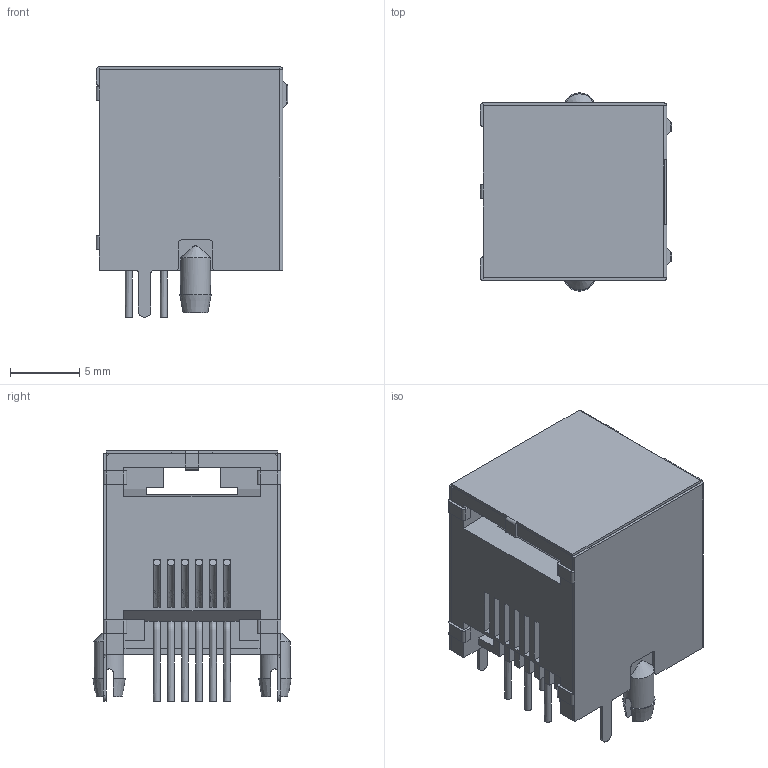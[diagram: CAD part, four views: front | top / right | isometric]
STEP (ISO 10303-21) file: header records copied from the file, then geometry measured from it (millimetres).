
FILE_DESCRIPTION(/* description */ ('Unknown'),/* implementation_level */ '2;1');
FILE_NAME(/* name */ 'J_Wurth_WR-MJ_615006143221',/* time_stamp */ '2025-06-24T10:32:31+08:00',/* author */ ('Unknown'),/* organization */ ('Unknown'),/* preprocessor_version */ 'ST-DEVELOPER v19.4',/* originating_system */ 'Solid Edge',/* authorisation */ 'Unknown');
FILE_SCHEMA (('AUTOMOTIVE_DESIGN {1 0 10303 214 3 1 1}'));
Length unit declared in the file: millimetre
Products named in the file (2): J_Wurth_WR-MJ_615006143221
Assembly tree (1 placements, depth 2):
  J_Wurth_WR-MJ_615006143221
    J_Wurth_WR-MJ_615006143221
Bounding box: 13.85 x 14.36 x 18.15 mm (x, y, z)
Volume: 1200.4 mm3; surface area: 3635.1 mm2
Topology: 8 solids, 8 shells, 433 faces, 1186 edges, 752 vertices
Faces by surface type: plane 315, cylinder 106, bspline 6, cone 6
Full cylindrical faces by diameter (mm): 2.2 x2
Entity records: 21084 total; most frequent: CARTESIAN_POINT 9927, ORIENTED_EDGE 2352, DIRECTION 2234, EDGE_CURVE 1176, LINE 948, VECTOR 948, VERTEX_POINT 750, AXIS2_PLACEMENT_3D 643
